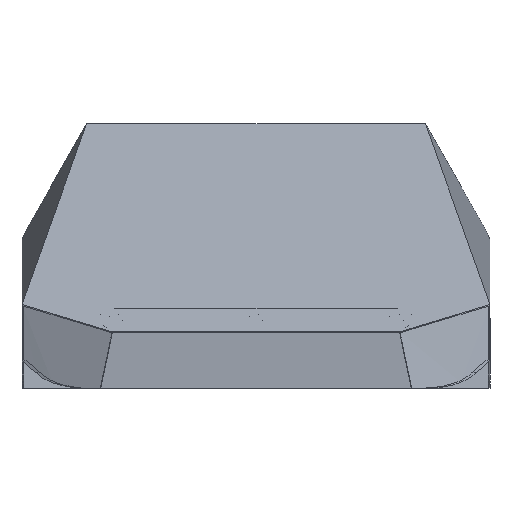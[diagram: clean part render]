
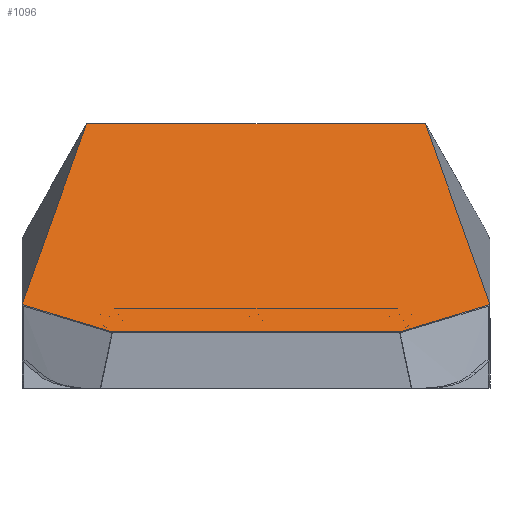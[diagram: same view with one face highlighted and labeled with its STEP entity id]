
A CAD part, front view. The second image highlights one B-rep face of the part: STEP entity #1096.
In plain terms, the highlighted face is planar.
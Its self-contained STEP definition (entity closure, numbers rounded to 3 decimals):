
#25=B_SPLINE_CURVE_WITH_KNOTS('',3,(#1700,#1701,#1702,#1703),
 .UNSPECIFIED.,.F.,.F.,(4,4),(-49.782,0.),
 .UNSPECIFIED.);
#26=B_SPLINE_CURVE_WITH_KNOTS('',3,(#1710,#1711,#1712,#1713),
 .UNSPECIFIED.,.F.,.F.,(4,4),(-49.782,0.),
 .UNSPECIFIED.);
#144=FACE_OUTER_BOUND('',#212,.T.);
#212=EDGE_LOOP('',(#796,#797,#798,#799,#800,#801));
#302=LINE('',#1698,#396);
#303=LINE('',#1705,#397);
#304=LINE('',#1707,#398);
#305=LINE('',#1709,#399);
#396=VECTOR('',#1374,54.88);
#397=VECTOR('',#1375,31.364);
#398=VECTOR('',#1376,54.88);
#399=VECTOR('',#1377,31.364);
#498=VERTEX_POINT('',#1696);
#499=VERTEX_POINT('',#1697);
#500=VERTEX_POINT('',#1699);
#501=VERTEX_POINT('',#1704);
#502=VERTEX_POINT('',#1706);
#503=VERTEX_POINT('',#1708);
#617=EDGE_CURVE('',#498,#499,#302,.T.);
#618=EDGE_CURVE('',#500,#498,#25,.T.);
#619=EDGE_CURVE('',#501,#500,#303,.T.);
#620=EDGE_CURVE('',#501,#502,#304,.T.);
#621=EDGE_CURVE('',#502,#503,#305,.T.);
#622=EDGE_CURVE('',#503,#499,#26,.T.);
#796=ORIENTED_EDGE('',*,*,#617,.F.);
#797=ORIENTED_EDGE('',*,*,#618,.F.);
#798=ORIENTED_EDGE('',*,*,#619,.F.);
#799=ORIENTED_EDGE('',*,*,#620,.T.);
#800=ORIENTED_EDGE('',*,*,#621,.T.);
#801=ORIENTED_EDGE('',*,*,#622,.T.);
#1053=PLANE('',#1194);
#1096=ADVANCED_FACE('',(#144),#1053,.T.);
#1194=AXIS2_PLACEMENT_3D('',#1695,#1372,#1373);
#1372=DIRECTION('center_axis',(0.,0.846,0.533));
#1373=DIRECTION('ref_axis',(1.,0.,0.));
#1374=DIRECTION('',(-1.,0.,0.));
#1375=DIRECTION('',(0.187,-0.523,0.831));
#1376=DIRECTION('',(-1.,0.,0.));
#1377=DIRECTION('',(-0.187,-0.523,0.831));
#1695=CARTESIAN_POINT('Origin',(-94.778,4239.83,-1819.93));
#1696=CARTESIAN_POINT('',(30.778,4233.99,-1810.65));
#1697=CARTESIAN_POINT('',(-30.778,4233.99,-1810.65));
#1698=CARTESIAN_POINT('',(-94.778,4233.99,-1810.65));
#1699=CARTESIAN_POINT('',(50.041,4239.83,-1819.93));
#1700=CARTESIAN_POINT('Ctrl Pts',(50.041,4239.83,-1819.93));
#1701=CARTESIAN_POINT('Ctrl Pts',(43.621,4237.892,-1816.851));
#1702=CARTESIAN_POINT('Ctrl Pts',(37.174,4235.94,-1813.748));
#1703=CARTESIAN_POINT('Ctrl Pts',(30.778,4233.99,-1810.65));
#1704=CARTESIAN_POINT('',(36.228,4278.535,-1881.428));
#1705=CARTESIAN_POINT('',(48.391,4244.452,-1827.274));
#1706=CARTESIAN_POINT('',(-36.228,4278.535,-1881.428));
#1707=CARTESIAN_POINT('',(-111.681,4278.535,-1881.428));
#1708=CARTESIAN_POINT('',(-50.041,4239.83,-1819.93));
#1709=CARTESIAN_POINT('',(-48.391,4244.452,-1827.274));
#1710=CARTESIAN_POINT('Ctrl Pts',(-50.041,4239.83,-1819.93));
#1711=CARTESIAN_POINT('Ctrl Pts',(-43.621,4237.892,-1816.851));
#1712=CARTESIAN_POINT('Ctrl Pts',(-37.174,4235.94,-1813.748));
#1713=CARTESIAN_POINT('Ctrl Pts',(-30.778,4233.99,-1810.65));
